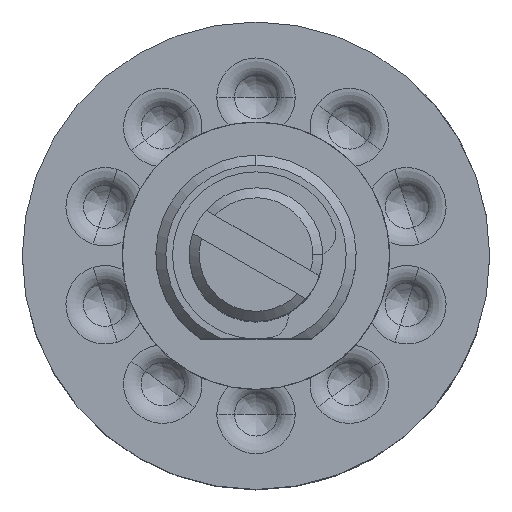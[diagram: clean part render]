
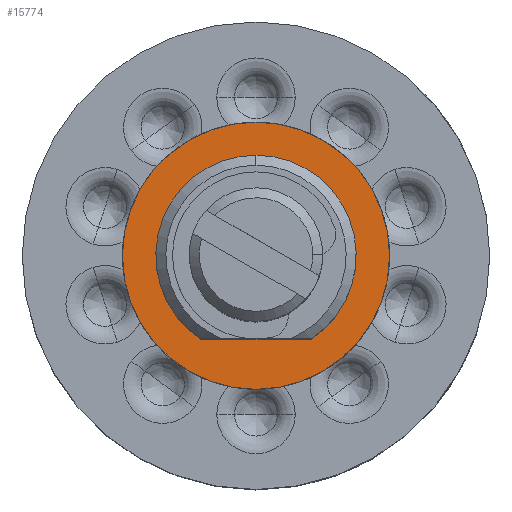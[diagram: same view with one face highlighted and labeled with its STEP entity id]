
A CAD part, top view. The second image highlights one B-rep face of the part: STEP entity #15774.
In plain terms, the highlighted planar face has unit normal (0, 0, 1).
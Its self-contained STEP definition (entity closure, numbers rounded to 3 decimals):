
#422 = CARTESIAN_POINT ( 'NONE',  ( 0., 0., 0. ) ) ;
#763 = CARTESIAN_POINT ( 'NONE',  ( 0., 0., 0. ) ) ;
#780 = DIRECTION ( 'NONE',  ( 0., -1., 0. ) ) ;
#1134 = CARTESIAN_POINT ( 'NONE',  ( 0., 3., 0. ) ) ;
#1843 = DIRECTION ( 'NONE',  ( 0., 0., 1. ) ) ;
#1865 = DIRECTION ( 'NONE',  ( 0., 0., 1. ) ) ;
#2181 = EDGE_CURVE ( 'NONE', #6283, #14283, #8995, .T. ) ;
#2192 = FACE_BOUND ( 'NONE', #14706, .T. ) ;
#4325 = DIRECTION ( 'NONE',  ( 0., 0., 1. ) ) ;
#4349 = DIRECTION ( 'NONE',  ( 0., -1., 0. ) ) ;
#5365 = CIRCLE ( 'NONE', #13583, 4. ) ;
#6283 = VERTEX_POINT ( 'NONE', #12122 ) ;
#6610 = PLANE ( 'NONE',  #11052 ) ;
#6737 = VERTEX_POINT ( 'NONE', #15984 ) ;
#7088 = CARTESIAN_POINT ( 'NONE',  ( 0., -4., 0. ) ) ;
#7820 = AXIS2_PLACEMENT_3D ( 'NONE', #9300, #15412, #780 ) ;
#7893 = DIRECTION ( 'NONE',  ( 0., -1., 0. ) ) ;
#8001 = CIRCLE ( 'NONE', #7820, 3. ) ;
#8653 = ORIENTED_EDGE ( 'NONE', *, *, #15319, .F. ) ;
#8915 = CARTESIAN_POINT ( 'NONE',  ( 0., -2.5, 0. ) ) ;
#8995 = LINE ( 'NONE', #8915, #10957 ) ;
#9008 = CARTESIAN_POINT ( 'NONE',  ( -1.658, -2.5, 0. ) ) ;
#9162 = DIRECTION ( 'NONE',  ( 0., -1., 0. ) ) ;
#9300 = CARTESIAN_POINT ( 'NONE',  ( 0., 0., 0. ) ) ;
#9332 = FACE_OUTER_BOUND ( 'NONE', #15167, .T. ) ;
#9409 = VERTEX_POINT ( 'NONE', #7088 ) ;
#9929 = EDGE_CURVE ( 'NONE', #10452, #14283, #14108, .T. ) ;
#10452 = VERTEX_POINT ( 'NONE', #1134 ) ;
#10816 = EDGE_CURVE ( 'NONE', #9409, #6737, #15404, .T. ) ;
#10870 = EDGE_CURVE ( 'NONE', #6737, #9409, #5365, .T. ) ;
#10957 = VECTOR ( 'NONE', #12562, 1000. ) ;
#11052 = AXIS2_PLACEMENT_3D ( 'NONE', #422, #11575, #4349 ) ;
#11575 = DIRECTION ( 'NONE',  ( 0., 0., 1. ) ) ;
#11646 = CARTESIAN_POINT ( 'NONE',  ( 0., 0., 0. ) ) ;
#11918 = ORIENTED_EDGE ( 'NONE', *, *, #9929, .F. ) ;
#12122 = CARTESIAN_POINT ( 'NONE',  ( 1.658, -2.5, 0. ) ) ;
#12353 = ORIENTED_EDGE ( 'NONE', *, *, #10816, .T. ) ;
#12562 = DIRECTION ( 'NONE',  ( -1., 0., 0. ) ) ;
#12865 = CARTESIAN_POINT ( 'NONE',  ( 0., 0., 0. ) ) ;
#13583 = AXIS2_PLACEMENT_3D ( 'NONE', #11646, #4325, #15261 ) ;
#14108 = CIRCLE ( 'NONE', #14109, 3. ) ;
#14109 = AXIS2_PLACEMENT_3D ( 'NONE', #763, #1843, #9162 ) ;
#14223 = AXIS2_PLACEMENT_3D ( 'NONE', #12865, #1865, #7893 ) ;
#14283 = VERTEX_POINT ( 'NONE', #9008 ) ;
#14706 = EDGE_LOOP ( 'NONE', ( #8653, #15619, #11918 ) ) ;
#15167 = EDGE_LOOP ( 'NONE', ( #15190, #12353 ) ) ;
#15190 = ORIENTED_EDGE ( 'NONE', *, *, #10870, .T. ) ;
#15261 = DIRECTION ( 'NONE',  ( 0., -1., 0. ) ) ;
#15319 = EDGE_CURVE ( 'NONE', #6283, #10452, #8001, .T. ) ;
#15404 = CIRCLE ( 'NONE', #14223, 4. ) ;
#15412 = DIRECTION ( 'NONE',  ( 0., 0., 1. ) ) ;
#15619 = ORIENTED_EDGE ( 'NONE', *, *, #2181, .T. ) ;
#15774 = ADVANCED_FACE ( 'NONE', ( #2192, #9332 ), #6610, .T. ) ;
#15984 = CARTESIAN_POINT ( 'NONE',  ( 0., 4., 0. ) ) ;
